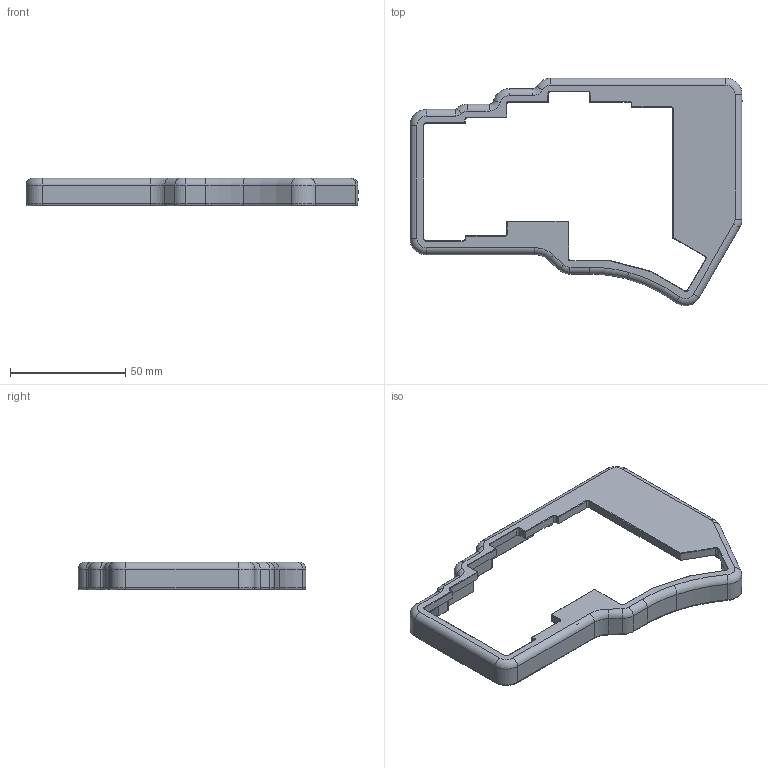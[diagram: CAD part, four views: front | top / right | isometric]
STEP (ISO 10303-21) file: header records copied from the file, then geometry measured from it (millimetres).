
FILE_DESCRIPTION(/* description */ (''),/* implementation_level */ '2;1');
FILE_NAME(/* name */ 'top_left_clear.step',/* time_stamp */ '2024-03-10T18:00:17+10:00',/* author */ (''),/* organization */ (''),/* preprocessor_version */ 'ST-DEVELOPER v20',/* originating_system */ 'Autodesk Translation Framework v12.20.1.177',/* authorisation */ '');
FILE_SCHEMA (('AUTOMOTIVE_DESIGN { 1 0 10303 214 3 1 1 }'));
Length unit declared in the file: millimetre
Products named in the file (1): (Unsaved)
Bounding box: 144 x 98.62 x 12 mm (x, y, z)
Volume: 29062.6 mm3; surface area: 19004.5 mm2
Topology: 1 solids, 1 shells, 411 faces, 1014 edges, 613 vertices
Faces by surface type: plane 177, cylinder 140, cone 49, torus 42, bspline 3
Full cylindrical faces by diameter (mm): 3.5 x8
Entity records: 12302 total; most frequent: CARTESIAN_POINT 2299, DIRECTION 2201, ORIENTED_EDGE 2028, EDGE_CURVE 1014, AXIS2_PLACEMENT_3D 788, LINE 625, VECTOR 625, VERTEX_POINT 613
